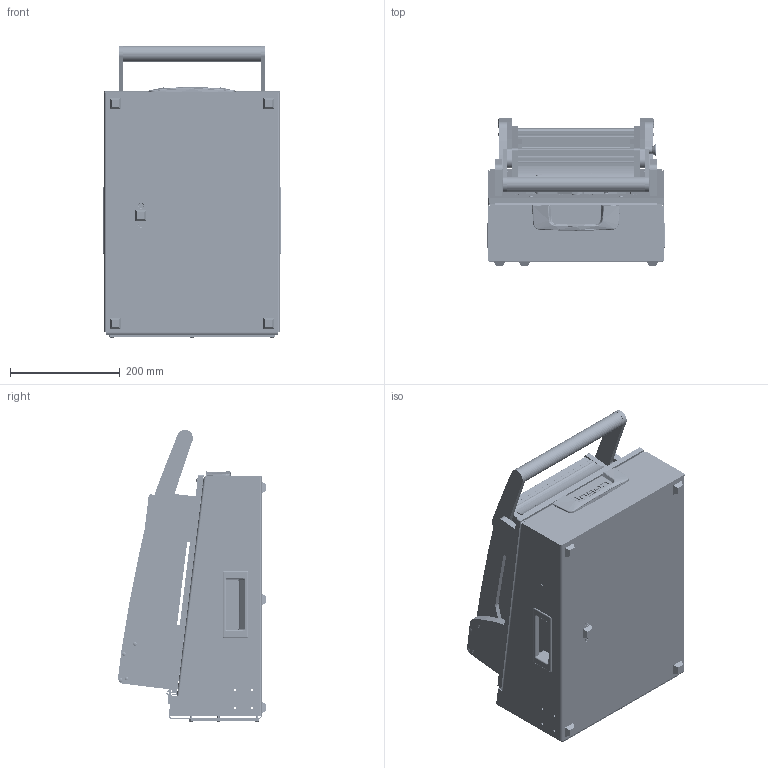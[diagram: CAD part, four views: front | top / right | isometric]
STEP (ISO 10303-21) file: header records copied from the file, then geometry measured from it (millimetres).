
FILE_DESCRIPTION (( 'STEP AP214' ), '1' );
FILE_NAME ('INGUN_43950.STEP', '2021-03-03T13:36:22', ( '' ), ( '' ), 'SwSTEP 2.0', 'SolidWorks 2018', '' );
FILE_SCHEMA (( 'AUTOMOTIVE_DESIGN' ));
Length unit declared in the file: millimetre
Products named in the file (94): 53829~2_KUNDE<S>; 21332_01~0; 48728~1_S; 43581~5_KUNDE<S>; 53031~0_S; 57801~2_S; 48727~1_S; 2281~0_180ø<Standard>; DIN6325~n_04,0m6x014; 38786~1; 37189~1_S; ISO7380~n_M04,0x020; K_02037~0; 30758_01~0_S; 48726~2_S; ASR~-a-s-r_拱04,2x07x拌8; DIN985-A2~n_M05,0; 109976~0_KUNDE<S>; 49317~0; 35150~0_S; 40569~1_S; K_02038~0; 43579~2_KUNDE<S>; 43198~3_KUNDE<S>; 34328~1_S; 48565~1_S; DIN125~n_05,3 M05,0 Fase; DIN6325~n_04,0m6x016; 109980~0_S; 43494~2_KUNDE<S>; DIN125~n_04,3 M04,0; 32462~0_S; 2528~0; 43493~2_KUNDE<S>; DIN6325~n_04,0m6x024; 35334~0_S; 30915~0; 43589~3; 43495~0_S; ISO7380~n_M03,0x005 ...
Assembly tree (206 placements, depth 5):
  INGUN_43950
    31765~4_S
      32334~6
      30758~0_S  x2
        30758_01~0_S
        30758_02~0_S
      20902~0
      21332~0_MA 2112<Standard>
        21332_02~0
        21332_01~0
      31767~3_S
      2720~0  x5
      53032~0_S
      32171~0_S
      35334~0_S
      ISO7380~n_M04,0x012  x4
      32462~0_S
      8804~0
      DIN7991~n_M05,0x016
      DIN7991~n_M05,0x012  x2
      DIN985-A2~n_M05,0  x3
      DIN125~n_05,3 M05,0 Fase  x2
    43860~4_KUNDE<S>
      109980~0_S
        43589~3
        36175~4_S
        35662~11_S
        35663~9_S
        2281~0_180ø<Standard>  x2
          2281~0
        37188~1_S  x2
        53031~0_S
        35649~1_S
        37189~1_S
        31253~0_S
        30955~0_S
        30915~0
        ASR~-a-s-r_拱04,2x07x拌8  x2
        2528~0  x2
        31109~0
        36201~3_S
        DIN7991~n_M05,0x020  x7
        DIN6325~n_04,0m6x016  x2
        DIN6325~n_03,0m6x010  x4
        DIN7991~n_M05,0x016  x12
        DIN125~n_05,3 M05,0 Fase  x4
        DIN985-A2~n_M05,0  x4
        DIN6325~n_04,0m6x024
        DIN7991~n_M03,0x016 VA  x2
        DIN912~n_M04,0x012
        DIN6325~n_02,0m6x020
        ISO7380~n_M05,0x008  x2
        48727~1_S
          48726~2_S
          DIN6325~n_04,0m6x012
          48565~1_S
          DIN912~n_M04,0x020  x2
          DIN125~n_06,4 M06,0 Fase
          DIN125~n_04,3 M04,0  x2
          49317~0
Bounding box: 324.6 x 269.75 x 532.72 mm (x, y, z)
Volume: 3890605 mm3; surface area: 2051963 mm2
Topology: 197 solids, 197 shells, 5056 faces, 12730 edges, 8125 vertices
Faces by surface type: cylinder 2073, plane 1964, cone 629, bspline 211, sphere 96, torus 83
Entity records: 111016 total; most frequent: CARTESIAN_POINT 26620, DIRECTION 16524, ORIENTED_EDGE 15506, EDGE_CURVE 7753, AXIS2_PLACEMENT_3D 6147, VERTEX_POINT 4998, VECTOR 4230, LINE 4230
